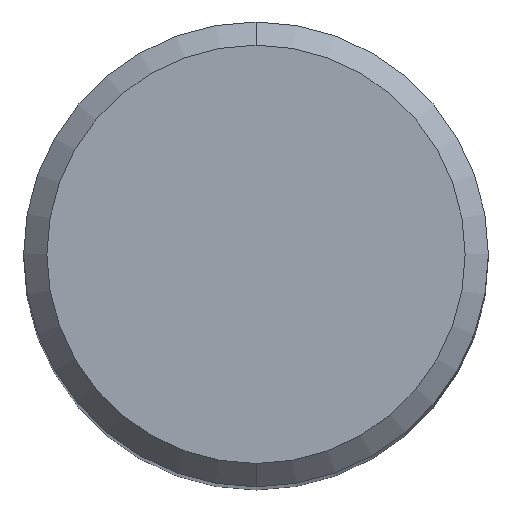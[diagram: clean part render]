
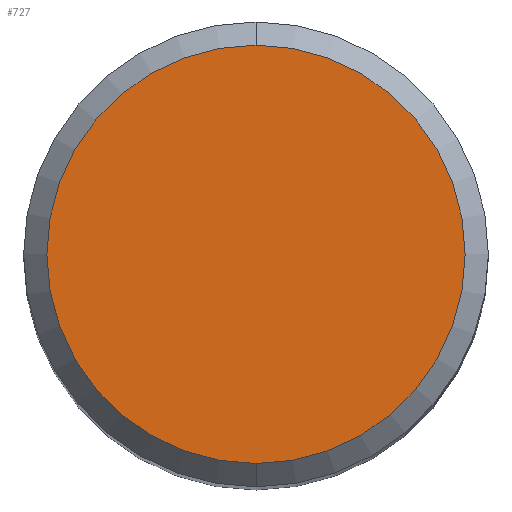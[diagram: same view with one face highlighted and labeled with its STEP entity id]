
A CAD part, top view. The second image highlights one B-rep face of the part: STEP entity #727.
In plain terms, the highlighted planar face has unit normal (0, 0, 1).
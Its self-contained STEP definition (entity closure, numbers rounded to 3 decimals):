
#313=EDGE_CURVE('',#745,#357,#885,.T.);
#357=VERTEX_POINT('',#933);
#727=ADVANCED_FACE('',(#1337),#1338,.T.);
#745=VERTEX_POINT('',#1357);
#849=EDGE_CURVE('',#357,#745,#1470,.T.);
#885=CIRCLE('',#1501,4.5);
#933=CARTESIAN_POINT('',(0.,-4.5,0.0));
#1337=FACE_OUTER_BOUND('',#4916,.T.);
#1338=PLANE('',#4917);
#1357=CARTESIAN_POINT('',(0.0,4.5,0.0));
#1470=CIRCLE('',#5958,4.5);
#1501=AXIS2_PLACEMENT_3D('',#6026,#6027,#6028);
#4916=EDGE_LOOP('',(#6507,#6508));
#4917=AXIS2_PLACEMENT_3D('',#6509,#6510,#6511);
#5958=AXIS2_PLACEMENT_3D('',#6629,#6630,#6631);
#6026=CARTESIAN_POINT('',(0.0,0.0,0.0));
#6027=DIRECTION('',(0.0,0.0,-1.0));
#6028=DIRECTION('',(0.0,1.0,0.0));
#6507=ORIENTED_EDGE('',*,*,#313,.F.);
#6508=ORIENTED_EDGE('',*,*,#849,.F.);
#6509=CARTESIAN_POINT('',(0.0,2.25,0.0));
#6510=DIRECTION('',(-0.0,0.0,1.0));
#6511=DIRECTION('',(0.0,-1.0,0.0));
#6629=CARTESIAN_POINT('',(0.0,0.0,0.0));
#6630=DIRECTION('',(0.0,0.0,-1.0));
#6631=DIRECTION('',(0.0,1.0,0.0));
